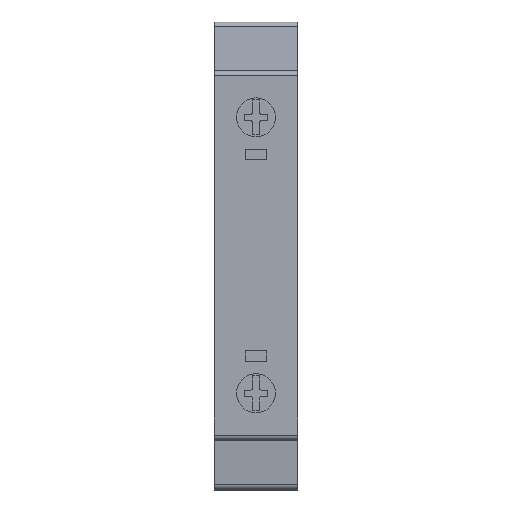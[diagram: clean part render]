
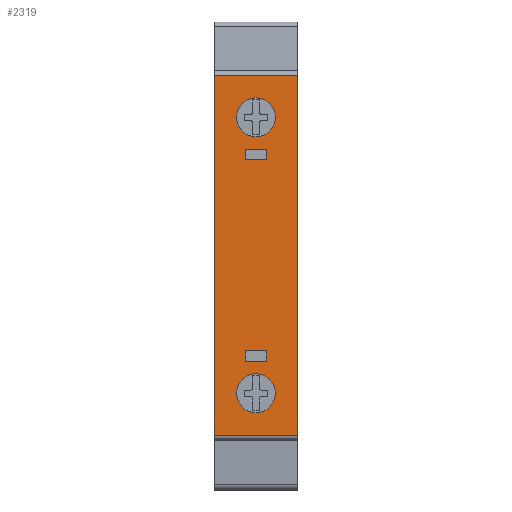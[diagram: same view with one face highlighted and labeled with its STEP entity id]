
A CAD part, top view. The second image highlights one B-rep face of the part: STEP entity #2319.
In plain terms, the highlighted planar face has unit normal (0, 0, 1).
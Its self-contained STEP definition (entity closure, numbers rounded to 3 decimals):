
#143=FACE_BOUND('',#363,.T.);
#144=FACE_BOUND('',#364,.T.);
#145=FACE_BOUND('',#365,.T.);
#146=FACE_BOUND('',#366,.T.);
#161=PLANE('',#2437);
#250=FACE_OUTER_BOUND('',#362,.T.);
#362=EDGE_LOOP('',(#1710,#1711,#1712,#1713));
#363=EDGE_LOOP('',(#1714));
#364=EDGE_LOOP('',(#1715,#1716,#1717,#1718));
#365=EDGE_LOOP('',(#1719,#1720,#1721,#1722));
#366=EDGE_LOOP('',(#1723));
#470=LINE('',#3277,#772);
#473=LINE('',#3289,#775);
#478=LINE('',#3302,#780);
#481=LINE('',#3307,#783);
#483=LINE('',#3311,#785);
#485=LINE('',#3314,#787);
#490=LINE('',#3327,#792);
#493=LINE('',#3332,#795);
#495=LINE('',#3336,#797);
#497=LINE('',#3339,#799);
#498=LINE('',#3341,#800);
#499=LINE('',#3342,#801);
#772=VECTOR('',#2609,1.);
#775=VECTOR('',#2620,1.);
#780=VECTOR('',#2629,1.);
#783=VECTOR('',#2634,1.);
#785=VECTOR('',#2638,1.);
#787=VECTOR('',#2642,1.);
#792=VECTOR('',#2651,1.);
#795=VECTOR('',#2656,1.);
#797=VECTOR('',#2660,1.);
#799=VECTOR('',#2664,1.);
#800=VECTOR('',#2667,1.);
#801=VECTOR('',#2668,1.);
#1078=CIRCLE('',#2438,3.75);
#1079=CIRCLE('',#2439,3.75);
#1145=VERTEX_POINT('',#3274);
#1146=VERTEX_POINT('',#3276);
#1148=VERTEX_POINT('',#3282);
#1151=VERTEX_POINT('',#3287);
#1156=VERTEX_POINT('',#3300);
#1157=VERTEX_POINT('',#3301);
#1158=VERTEX_POINT('',#3306);
#1159=VERTEX_POINT('',#3310);
#1164=VERTEX_POINT('',#3325);
#1165=VERTEX_POINT('',#3326);
#1166=VERTEX_POINT('',#3331);
#1167=VERTEX_POINT('',#3335);
#1168=VERTEX_POINT('',#3343);
#1169=VERTEX_POINT('',#3345);
#1353=EDGE_CURVE('',#1145,#1146,#470,.T.);
#1359=EDGE_CURVE('',#1148,#1151,#473,.T.);
#1364=EDGE_CURVE('',#1156,#1157,#478,.T.);
#1367=EDGE_CURVE('',#1157,#1158,#481,.T.);
#1369=EDGE_CURVE('',#1158,#1159,#483,.T.);
#1371=EDGE_CURVE('',#1159,#1156,#485,.T.);
#1376=EDGE_CURVE('',#1164,#1165,#490,.T.);
#1379=EDGE_CURVE('',#1165,#1166,#493,.T.);
#1381=EDGE_CURVE('',#1166,#1167,#495,.T.);
#1383=EDGE_CURVE('',#1167,#1164,#497,.T.);
#1384=EDGE_CURVE('',#1145,#1148,#498,.T.);
#1385=EDGE_CURVE('',#1146,#1151,#499,.T.);
#1386=EDGE_CURVE('',#1168,#1168,#1078,.T.);
#1387=EDGE_CURVE('',#1169,#1169,#1079,.T.);
#1710=ORIENTED_EDGE('',*,*,#1384,.T.);
#1711=ORIENTED_EDGE('',*,*,#1359,.T.);
#1712=ORIENTED_EDGE('',*,*,#1385,.F.);
#1713=ORIENTED_EDGE('',*,*,#1353,.F.);
#1714=ORIENTED_EDGE('',*,*,#1386,.T.);
#1715=ORIENTED_EDGE('',*,*,#1371,.T.);
#1716=ORIENTED_EDGE('',*,*,#1364,.T.);
#1717=ORIENTED_EDGE('',*,*,#1367,.T.);
#1718=ORIENTED_EDGE('',*,*,#1369,.T.);
#1719=ORIENTED_EDGE('',*,*,#1383,.T.);
#1720=ORIENTED_EDGE('',*,*,#1376,.T.);
#1721=ORIENTED_EDGE('',*,*,#1379,.T.);
#1722=ORIENTED_EDGE('',*,*,#1381,.T.);
#1723=ORIENTED_EDGE('',*,*,#1387,.T.);
#2319=ADVANCED_FACE('',(#250,#143,#144,#145,#146),#161,.T.);
#2437=AXIS2_PLACEMENT_3D('',#3340,#2665,#2666);
#2438=AXIS2_PLACEMENT_3D('',#3344,#2669,#2670);
#2439=AXIS2_PLACEMENT_3D('',#3346,#2671,#2672);
#2609=DIRECTION('',(-1.,0.,0.));
#2620=DIRECTION('',(-1.,0.,0.));
#2629=DIRECTION('',(0.,-1.,0.));
#2634=DIRECTION('',(-1.,0.,0.));
#2638=DIRECTION('',(0.,1.,0.));
#2642=DIRECTION('',(1.,0.,0.));
#2651=DIRECTION('',(0.,-1.,0.));
#2656=DIRECTION('',(-1.,0.,0.));
#2660=DIRECTION('',(0.,1.,0.));
#2664=DIRECTION('',(1.,0.,0.));
#2665=DIRECTION('center_axis',(0.,0.,1.));
#2666=DIRECTION('ref_axis',(0.,1.,0.));
#2667=DIRECTION('',(0.,1.,0.));
#2668=DIRECTION('',(0.,1.,0.));
#2669=DIRECTION('center_axis',(0.,0.,-1.));
#2670=DIRECTION('ref_axis',(-1.,0.,0.));
#2671=DIRECTION('center_axis',(0.,0.,-1.));
#2672=DIRECTION('ref_axis',(0.,1.,0.));
#3274=CARTESIAN_POINT('',(16.,-34.6,98.499));
#3276=CARTESIAN_POINT('',(0.,-34.6,98.499));
#3277=CARTESIAN_POINT('',(16.,-34.6,98.499));
#3282=CARTESIAN_POINT('',(16.,34.6,98.499));
#3287=CARTESIAN_POINT('',(0.,34.6,98.499));
#3289=CARTESIAN_POINT('',(16.,34.6,98.499));
#3300=CARTESIAN_POINT('',(10.1,20.4,98.499));
#3301=CARTESIAN_POINT('',(10.1,18.4,98.499));
#3302=CARTESIAN_POINT('',(10.1,-7.1,98.499));
#3306=CARTESIAN_POINT('',(5.9,18.4,98.499));
#3307=CARTESIAN_POINT('',(13.05,18.4,98.499));
#3310=CARTESIAN_POINT('',(5.9,20.4,98.499));
#3311=CARTESIAN_POINT('',(5.9,-8.1,98.499));
#3314=CARTESIAN_POINT('',(10.95,20.4,98.499));
#3325=CARTESIAN_POINT('',(10.1,-18.4,98.499));
#3326=CARTESIAN_POINT('',(10.1,-20.4,98.499));
#3327=CARTESIAN_POINT('',(10.1,-26.5,98.499));
#3331=CARTESIAN_POINT('',(5.9,-20.4,98.499));
#3332=CARTESIAN_POINT('',(13.05,-20.4,98.499));
#3335=CARTESIAN_POINT('',(5.9,-18.4,98.499));
#3336=CARTESIAN_POINT('',(5.9,-27.5,98.499));
#3339=CARTESIAN_POINT('',(10.95,-18.4,98.499));
#3340=CARTESIAN_POINT('Origin',(16.,-34.6,98.499));
#3341=CARTESIAN_POINT('',(16.,-34.6,98.499));
#3342=CARTESIAN_POINT('',(0.,-34.6,98.499));
#3343=CARTESIAN_POINT('',(4.25,-26.55,98.499));
#3344=CARTESIAN_POINT('Origin',(8.,-26.55,98.499));
#3345=CARTESIAN_POINT('',(8.,30.3,98.499));
#3346=CARTESIAN_POINT('Origin',(8.,26.55,98.499));
